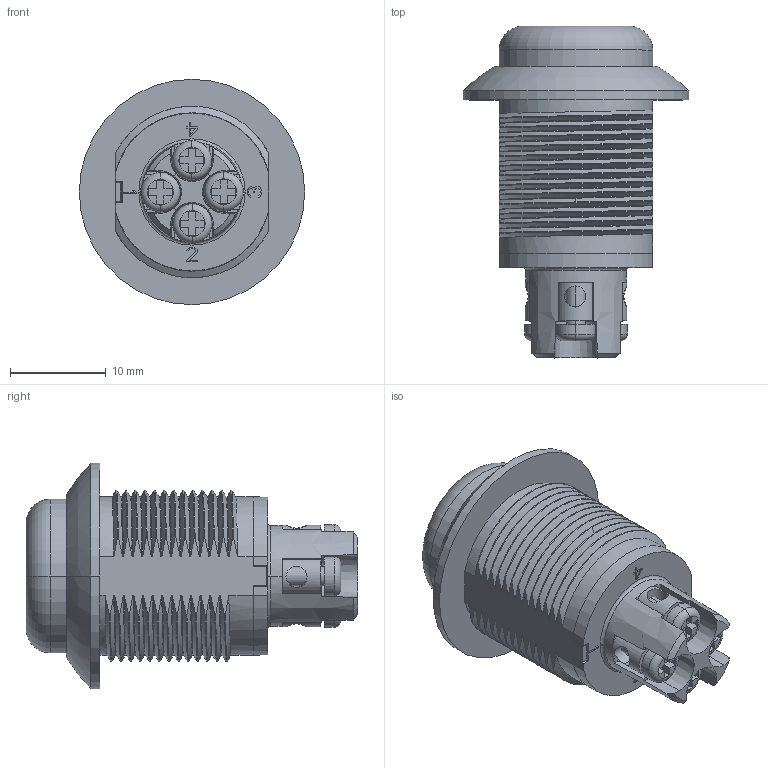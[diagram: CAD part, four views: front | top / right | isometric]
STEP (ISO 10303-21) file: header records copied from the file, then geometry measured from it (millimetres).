
FILE_DESCRIPTION((''),'2;1');
FILE_NAME('166174_ASM','2016-01-18T',('pdmadmin'),(''),'PRO/ENGINEER BY PARAMETRIC TECHNOLOGY CORPORATION, 2013230','PRO/ENGINEER BY PARAMETRIC TECHNOLOGY CORPORATION, 2013230','');
FILE_SCHEMA(('CONFIG_CONTROL_DESIGN'));
Products named in the file (8): 159269; 159270; 159270_ASM; 163454; 163957; 165820; 163456_ASM; 166174_ASM
Assembly tree (13 placements, depth 3):
  166174_ASM
    159270_ASM
      159269
      159270
    163456_ASM
      163454
      163957  x4
      165820  x4
Bounding box: 23.5 x 34.6 x 23.5 mm (x, y, z)
Volume: 3502.4 mm3; surface area: 5942.5 mm2
Topology: 11 solids, 23 shells, 649 faces, 1691 edges, 1100 vertices
Faces by surface type: plane 294, cylinder 132, bspline 104, cone 87, torus 30, sphere 2
Entity records: 40814 total; most frequent: CARTESIAN_POINT 28990, ORIENTED_EDGE 2654, DIRECTION 2072, EDGE_CURVE 1331, VERTEX_POINT 872, VECTOR 704, LINE 704, AXIS2_PLACEMENT_3D 684
